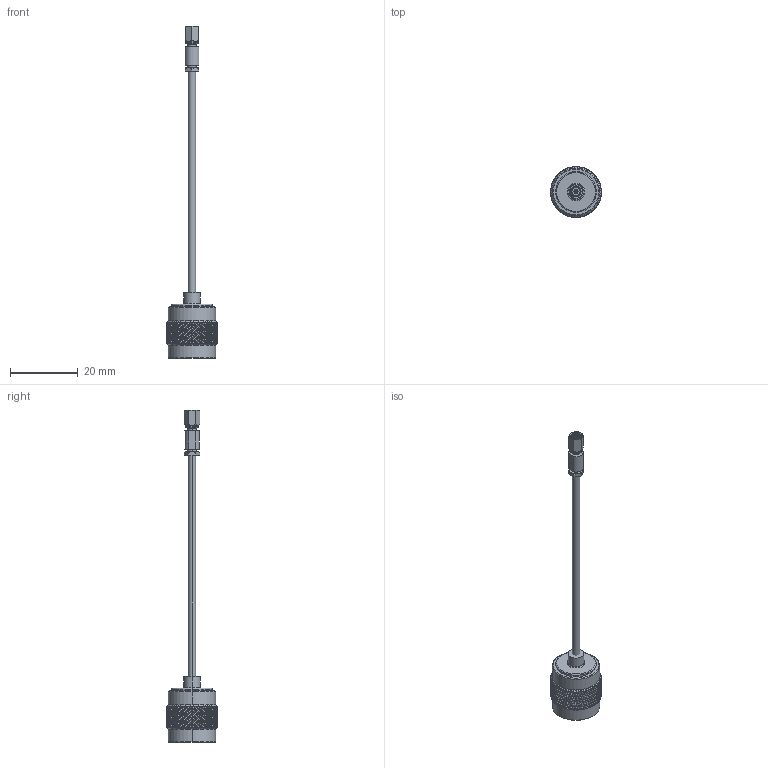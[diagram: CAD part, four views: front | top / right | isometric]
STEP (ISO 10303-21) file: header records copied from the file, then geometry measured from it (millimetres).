
FILE_DESCRIPTION (( 'STEP AP214' ), '1' );
FILE_NAME ('PE3C4453.step', '2020-04-20T15:58:54', ( '' ), ( '' ), 'SwSTEP 2.0', 'SolidWorks 2018', '' );
FILE_SCHEMA (( 'AUTOMOTIVE_DESIGN' ));
Length unit declared in the file: millimetre
Products named in the file (4): PE45365___; PE-SR405FL_3''''PE-SR405FL; PE3C4453; PE44708
Assembly tree (3 placements, depth 2):
  PE3C4453
    PE-SR405FL_3''''PE-SR405FL
    PE45365___
    PE44708
Bounding box: 14.99 x 14.99 x 98.21 mm (x, y, z)
Volume: 2188.7 mm3; surface area: 3022.7 mm2
Topology: 3 solids, 3 shells, 2257 faces, 4832 edges, 2598 vertices
Faces by surface type: bspline 1686, cylinder 443, plane 73, cone 47, torus 8
Entity records: 90089 total; most frequent: CARTESIAN_POINT 59788, ORIENTED_EDGE 9664, EDGE_CURVE 4832, VERTEX_POINT 2598, EDGE_LOOP 2276, ADVANCED_FACE 2257, FACE_OUTER_BOUND 2257, B_SPLINE_CURVE_WITH_KNOTS 2114
